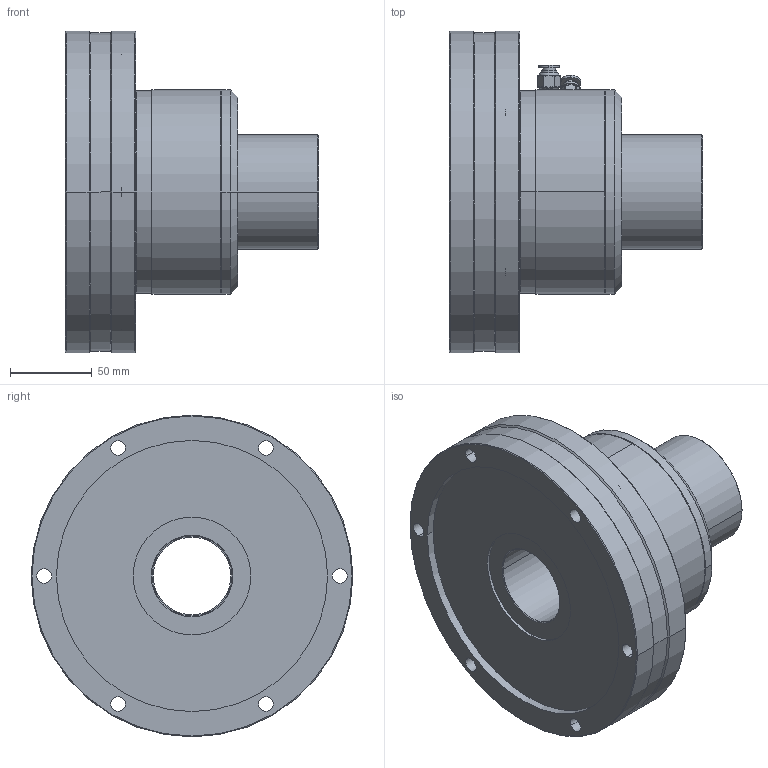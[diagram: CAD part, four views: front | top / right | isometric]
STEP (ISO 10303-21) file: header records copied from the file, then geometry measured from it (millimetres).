
FILE_DESCRIPTION (( 'STEP AP214' ), '1' );
FILE_NAME ('GAS-16C.STEP', '2023-02-14T03:27:41', ( '' ), ( '' ), 'SwSTEP 2.0', 'SolidWorks 2021', '' );
FILE_SCHEMA (( 'AUTOMOTIVE_DESIGN' ));
Length unit declared in the file: millimetre
Products named in the file (1): GAS-16C
Bounding box: 155 x 197 x 197 mm (x, y, z)
Volume: 1833768 mm3; surface area: 207600.6 mm2
Topology: 4 solids, 4 shells, 374 faces, 917 edges, 501 vertices
Faces by surface type: cylinder 156, plane 80, bspline 64, cone 36, sphere 28, torus 10
Entity records: 21282 total; most frequent: CARTESIAN_POINT 8952, DIRECTION 1748, ORIENTED_EDGE 1706, EDGE_CURVE 853, AXIS2_PLACEMENT_3D 724, VERTEX_POINT 501, CIRCLE 413, EDGE_LOOP 412
